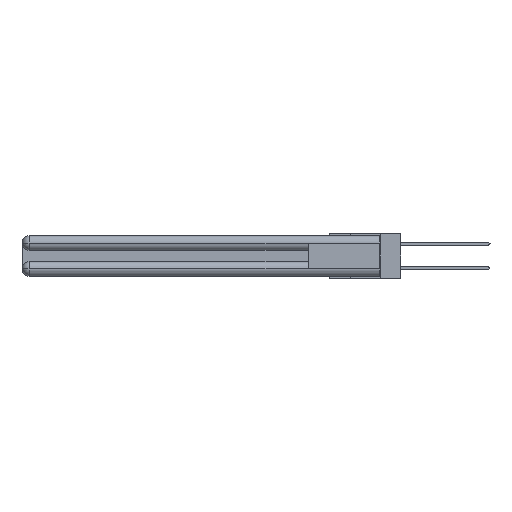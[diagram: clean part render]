
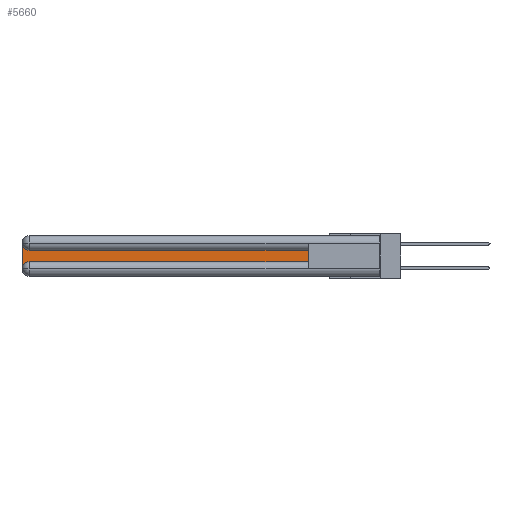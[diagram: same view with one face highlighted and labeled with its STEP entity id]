
A CAD part, left-side view. The second image highlights one B-rep face of the part: STEP entity #5660.
In plain terms, the highlighted planar face has unit normal (-1, 0, 0).
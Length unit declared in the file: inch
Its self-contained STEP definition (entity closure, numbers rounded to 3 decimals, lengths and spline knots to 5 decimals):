
#44 = LINE ( 'NONE', #8111, #28151 ) ;
#759 = DIRECTION ( 'NONE',  ( 0., 0., -1. ) ) ;
#1382 = EDGE_CURVE ( 'NONE', #27541, #1616, #44, .T. ) ;
#1538 = ORIENTED_EDGE ( 'NONE', *, *, #19961, .T. ) ;
#1616 = VERTEX_POINT ( 'NONE', #18190 ) ;
#2194 = DIRECTION ( 'NONE',  ( 1., 0., 0. ) ) ;
#2531 = CARTESIAN_POINT ( 'NONE',  ( 0.075, 0.6, -0.2175 ) ) ;
#2639 = CARTESIAN_POINT ( 'NONE',  ( 0.075, 0.6, -0.1225 ) ) ;
#2834 = EDGE_CURVE ( 'NONE', #28137, #15096, #13497, .T. ) ;
#3410 = DIRECTION ( 'NONE',  ( 1., 0., 0. ) ) ;
#4008 = CARTESIAN_POINT ( 'NONE',  ( 0.075, 2.94, -0.2175 ) ) ;
#4719 = VERTEX_POINT ( 'NONE', #2639 ) ;
#5457 = ORIENTED_EDGE ( 'NONE', *, *, #2834, .T. ) ;
#5580 = EDGE_CURVE ( 'NONE', #1616, #4719, #19277, .T. ) ;
#5605 = PLANE ( 'NONE',  #23765 ) ;
#5660 = ADVANCED_FACE ( 'NONE', ( #23972 ), #5605, .F. ) ;
#6042 = EDGE_CURVE ( 'NONE', #29044, #27541, #22862, .T. ) ;
#7523 = CARTESIAN_POINT ( 'NONE',  ( 0.075, 2.94, -0.1225 ) ) ;
#8111 = CARTESIAN_POINT ( 'NONE',  ( 0.075, 0.6, -0.2175 ) ) ;
#8274 = CARTESIAN_POINT ( 'NONE',  ( 0.075, 2.94, -0.0625 ) ) ;
#9324 = CARTESIAN_POINT ( 'NONE',  ( 0.075, 0.6, -0.1225 ) ) ;
#9464 = AXIS2_PLACEMENT_3D ( 'NONE', #8274, #24418, #28912 ) ;
#9557 = LINE ( 'NONE', #18483, #11734 ) ;
#10046 = VECTOR ( 'NONE', #11642, 39.37008 ) ;
#10205 = VECTOR ( 'NONE', #21228, 39.37008 ) ;
#11613 = DIRECTION ( 'NONE',  ( 0., 0., -1. ) ) ;
#11642 = DIRECTION ( 'NONE',  ( 0., 1., 0. ) ) ;
#11734 = VECTOR ( 'NONE', #15865, 39.37008 ) ;
#11929 = CARTESIAN_POINT ( 'NONE',  ( 0.075, 2.94, -0.2775 ) ) ;
#13497 = CIRCLE ( 'NONE', #9464, 0.06 ) ;
#13717 = CARTESIAN_POINT ( 'NONE',  ( 0.075, 3., -0.2775 ) ) ;
#14971 = CARTESIAN_POINT ( 'NONE',  ( 0.075, 3., -0.0625 ) ) ;
#15022 = EDGE_CURVE ( 'NONE', #15096, #29044, #9557, .T. ) ;
#15096 = VERTEX_POINT ( 'NONE', #14971 ) ;
#15865 = DIRECTION ( 'NONE',  ( 0., 0., -1. ) ) ;
#18190 = CARTESIAN_POINT ( 'NONE',  ( 0.075, 0.6, -0.2175 ) ) ;
#18220 = AXIS2_PLACEMENT_3D ( 'NONE', #11929, #2194, #11613 ) ;
#18483 = CARTESIAN_POINT ( 'NONE',  ( 0.075, 3., -0.2175 ) ) ;
#18928 = ORIENTED_EDGE ( 'NONE', *, *, #1382, .T. ) ;
#19101 = LINE ( 'NONE', #9324, #10046 ) ;
#19139 = ORIENTED_EDGE ( 'NONE', *, *, #5580, .T. ) ;
#19277 = LINE ( 'NONE', #2531, #10205 ) ;
#19961 = EDGE_CURVE ( 'NONE', #4719, #28137, #19101, .T. ) ;
#21079 = ORIENTED_EDGE ( 'NONE', *, *, #15022, .T. ) ;
#21228 = DIRECTION ( 'NONE',  ( 0., 0., 1. ) ) ;
#22862 = CIRCLE ( 'NONE', #18220, 0.06 ) ;
#23765 = AXIS2_PLACEMENT_3D ( 'NONE', #26637, #3410, #759 ) ;
#23972 = FACE_OUTER_BOUND ( 'NONE', #28367, .T. ) ;
#24151 = DIRECTION ( 'NONE',  ( 0., -1., 0. ) ) ;
#24418 = DIRECTION ( 'NONE',  ( 1., 0., 0. ) ) ;
#26029 = ORIENTED_EDGE ( 'NONE', *, *, #6042, .T. ) ;
#26637 = CARTESIAN_POINT ( 'NONE',  ( 0.075, 3., -0.1225 ) ) ;
#27541 = VERTEX_POINT ( 'NONE', #4008 ) ;
#28137 = VERTEX_POINT ( 'NONE', #7523 ) ;
#28151 = VECTOR ( 'NONE', #24151, 39.37008 ) ;
#28367 = EDGE_LOOP ( 'NONE', ( #1538, #5457, #21079, #26029, #18928, #19139 ) ) ;
#28912 = DIRECTION ( 'NONE',  ( 0., 0., -1. ) ) ;
#29044 = VERTEX_POINT ( 'NONE', #13717 ) ;
